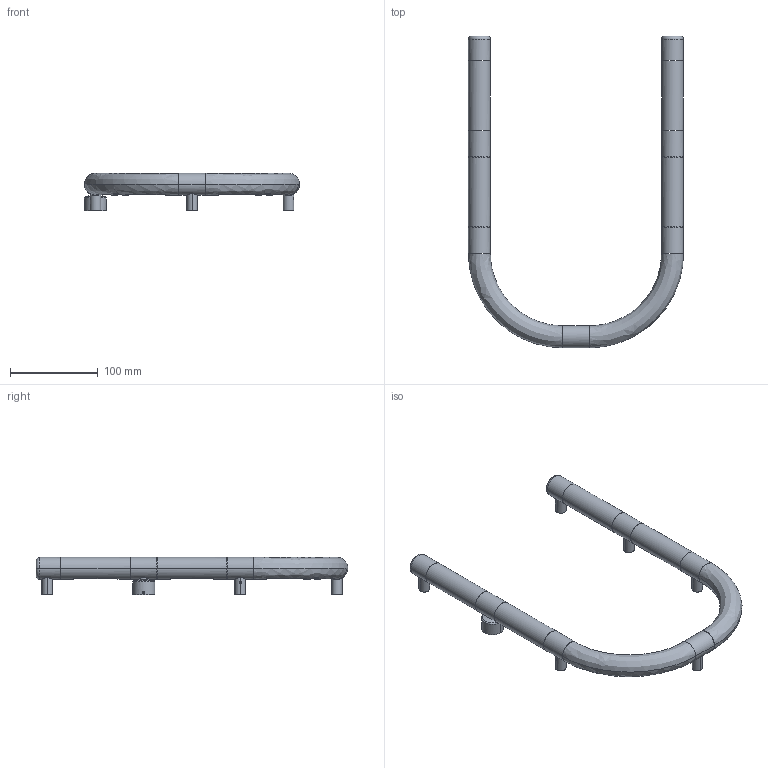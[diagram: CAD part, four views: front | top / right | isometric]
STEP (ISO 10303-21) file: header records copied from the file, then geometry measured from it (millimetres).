
FILE_DESCRIPTION(/* description */ (''),/* implementation_level */ '2;1');
FILE_NAME(/* name */ '1215U00_--A.O.L. L.M. LETTERA U',/* time_stamp */ '2024-06-06T15:17:28+02:00',/* author */ (''),/* organization */ (''),/* preprocessor_version */ 'ST-DEVELOPER v16.5',/* originating_system */ 'Rhino 7.37',/* authorisation */ '');
FILE_SCHEMA (('AUTOMOTIVE_DESIGN'));
Length unit declared in the file: millimetre
Products named in the file (1): Document
Bounding box: 244.85 x 354.73 x 42.5 mm (x, y, z)
Surface area: 74378.8 mm2 (no closed solid volume)
Topology: 0 solids, 20 shells, 249 faces, 635 edges, 405 vertices
Faces by surface type: bspline 128, cylinder 70, plane 51
Entity records: 15474 total; most frequent: CARTESIAN_POINT 9500, ORIENTED_EDGE 1163, EDGE_CURVE 635, VERTEX_POINT 405, B_SPLINE_CURVE_WITH_KNOTS 338, EDGE_LOOP 293, COLOUR_RGB 269, FILL_AREA_STYLE_COLOUR 269
